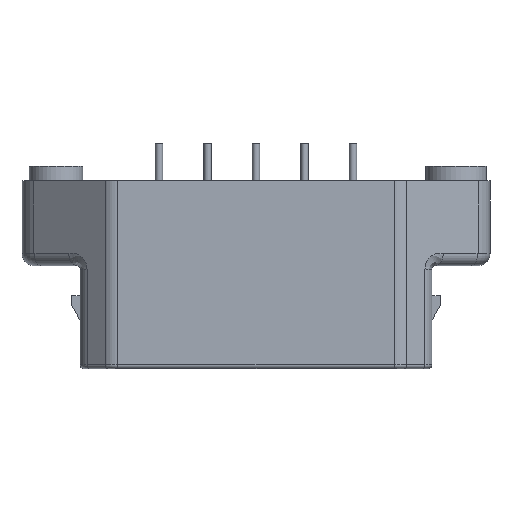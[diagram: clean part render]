
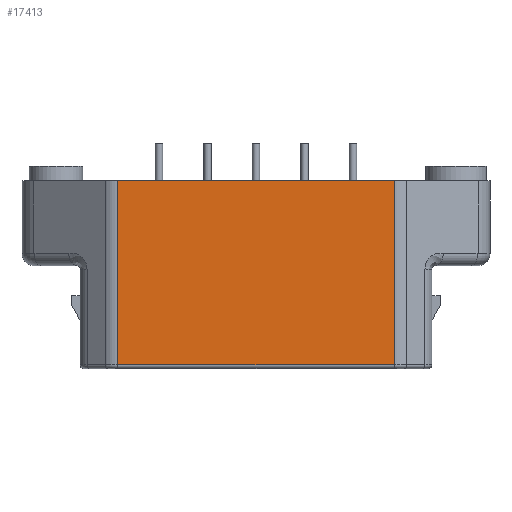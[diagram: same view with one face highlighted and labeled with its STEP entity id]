
A CAD part, top view. The second image highlights one B-rep face of the part: STEP entity #17413.
In plain terms, the highlighted planar face has unit normal (0, 0, 1).
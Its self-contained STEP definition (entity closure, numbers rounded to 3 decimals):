
#867=DIRECTION('',(1.,0.,0.));
#868=VECTOR('',#867,22.824);
#869=CARTESIAN_POINT('',(-11.412,15.5,7.5));
#870=LINE('',#869,#868);
#4950=DIRECTION('',(0.,1.,0.));
#4951=VECTOR('',#4950,15.2);
#4952=CARTESIAN_POINT('',(11.412,0.3,7.5));
#4953=LINE('',#4952,#4951);
#4954=DIRECTION('',(-1.,0.,0.));
#4955=VECTOR('',#4954,22.824);
#4956=CARTESIAN_POINT('',(11.412,0.3,7.5));
#4957=LINE('',#4956,#4955);
#4958=DIRECTION('',(0.,-1.,0.));
#4959=VECTOR('',#4958,15.2);
#4960=CARTESIAN_POINT('',(-11.412,15.5,7.5));
#4961=LINE('',#4960,#4959);
#6380=CARTESIAN_POINT('',(-11.412,15.5,7.5));
#6381=CARTESIAN_POINT('',(11.412,15.5,7.5));
#6382=VERTEX_POINT('',#6380);
#6383=VERTEX_POINT('',#6381);
#6476=CARTESIAN_POINT('',(11.412,0.3,7.5));
#6477=CARTESIAN_POINT('',(-11.412,0.3,7.5));
#6478=VERTEX_POINT('',#6476);
#6479=VERTEX_POINT('',#6477);
#17402=CARTESIAN_POINT('',(-12.,0.,7.5));
#17403=DIRECTION('',(0.,0.,1.));
#17404=DIRECTION('',(1.,0.,0.));
#17405=AXIS2_PLACEMENT_3D('',#17402,#17403,#17404);
#17406=PLANE('',#17405);
#17407=ORIENTED_EDGE('',*,*,#7671,.T.);
#17408=ORIENTED_EDGE('',*,*,#7714,.F.);
#17409=ORIENTED_EDGE('',*,*,#8316,.T.);
#17410=ORIENTED_EDGE('',*,*,#17388,.F.);
#17411=EDGE_LOOP('',(#17407,#17408,#17409,#17410));
#17412=FACE_OUTER_BOUND('',#17411,.F.);
#7671=EDGE_CURVE('',#6478,#6479,#4957,.T.);
#7714=EDGE_CURVE('',#6382,#6479,#4961,.T.);
#8316=EDGE_CURVE('',#6382,#6383,#870,.T.);
#17388=EDGE_CURVE('',#6478,#6383,#4953,.T.);
#17413=ADVANCED_FACE('',(#17412),#17406,.T.);
